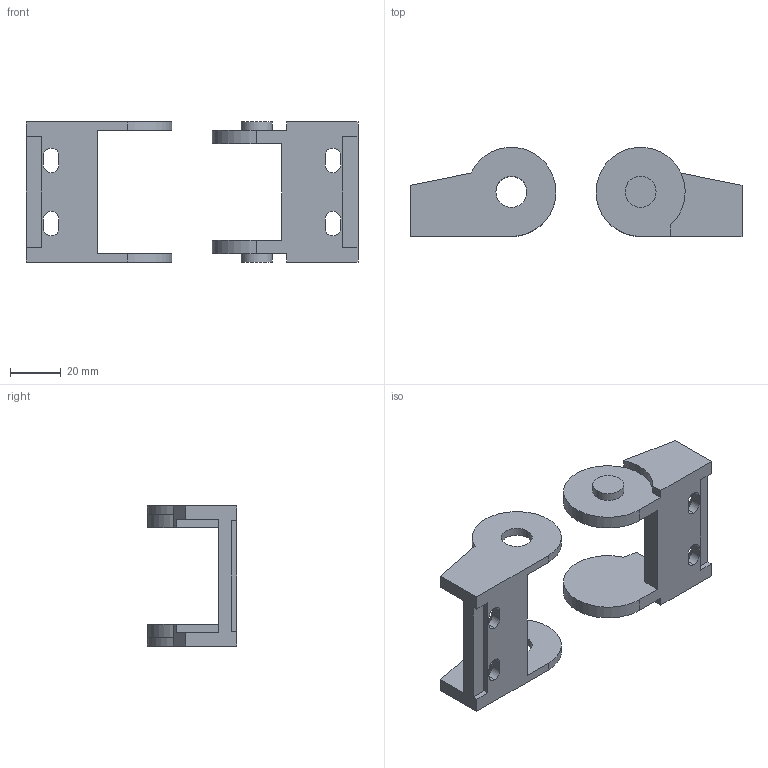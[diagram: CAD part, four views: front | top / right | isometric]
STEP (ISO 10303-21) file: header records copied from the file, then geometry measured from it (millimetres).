
FILE_DESCRIPTION (( 'STEP AP203' ), '1' );
FILE_NAME ('4556T82.step', '2014-08-04T12:29:39', ( '' ), ( '' ), 'SwSTEP 2.0', 'SolidWorks 2010', '' );
FILE_SCHEMA (( 'CONFIG_CONTROL_DESIGN' ));
Length unit declared in the file: inch
Products named in the file (1): 4556T82
Bounding box: 130.56 x 35.03 x 55.12 mm (x, y, z)
Volume: 44576.4 mm3; surface area: 21634.7 mm2
Topology: 2 solids, 2 shells, 106 faces, 278 edges, 178 vertices
Faces by surface type: plane 60, cylinder 34, cone 12
Entity records: 3351 total; most frequent: DIRECTION 576, CARTESIAN_POINT 563, ORIENTED_EDGE 556, EDGE_CURVE 278, LINE 194, VECTOR 194, AXIS2_PLACEMENT_3D 191, VERTEX_POINT 178
